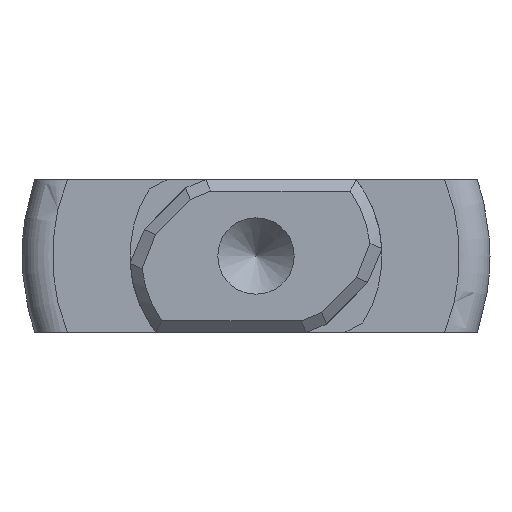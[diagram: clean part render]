
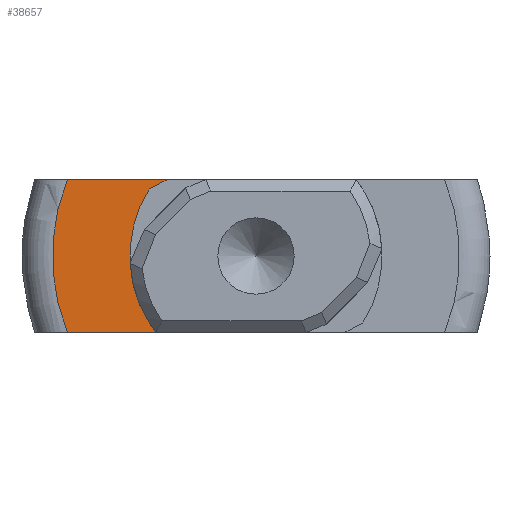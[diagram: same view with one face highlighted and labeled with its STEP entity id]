
A CAD part, left-side view. The second image highlights one B-rep face of the part: STEP entity #38657.
In plain terms, the highlighted planar face has unit normal (-1, 0, 0).
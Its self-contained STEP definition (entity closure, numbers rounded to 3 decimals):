
#722 = PLANE('',#723);
#723 = AXIS2_PLACEMENT_3D('',#724,#725,#726);
#724 = CARTESIAN_POINT('',(-6.25,-6.25,2.));
#725 = DIRECTION('',(0.,0.,1.));
#726 = DIRECTION('',(0.,1.,0.));
#17392 = VERTEX_POINT('',#17393);
#17393 = CARTESIAN_POINT('',(0.,4.94,2.));
#17427 = TOROIDAL_SURFACE('',#17428,5.329,0.8);
#17428 = AXIS2_PLACEMENT_3D('',#17429,#17430,#17431);
#17429 = CARTESIAN_POINT('',(0.8,0.,0.));
#17430 = DIRECTION('',(1.,0.,0.));
#17431 = DIRECTION('',(0.,0.,-1.));
#17461 = EDGE_CURVE('',#17392,#17462,#17464,.T.);
#17462 = VERTEX_POINT('',#17463);
#17463 = CARTESIAN_POINT('',(0.,2.327,2.));
#17464 = SURFACE_CURVE('',#17465,(#17469,#17476),.PCURVE_S1.);
#17465 = LINE('',#17466,#17467);
#17466 = CARTESIAN_POINT('',(0.,5.79,2.));
#17467 = VECTOR('',#17468,1.);
#17468 = DIRECTION('',(0.,-1.,0.));
#17469 = PCURVE('',#722,#17470);
#17470 = DEFINITIONAL_REPRESENTATION('',(#17471),#17475);
#17471 = LINE('',#17472,#17473);
#17472 = CARTESIAN_POINT('',(12.04,-6.25));
#17473 = VECTOR('',#17474,1.);
#17474 = DIRECTION('',(-1.,-0.));
#17475 = ( GEOMETRIC_REPRESENTATION_CONTEXT(2) 
PARAMETRIC_REPRESENTATION_CONTEXT() REPRESENTATION_CONTEXT('2D SPACE',''
  ) );
#17476 = PCURVE('',#17477,#17482);
#17477 = PLANE('',#17478);
#17478 = AXIS2_PLACEMENT_3D('',#17479,#17480,#17481);
#17479 = CARTESIAN_POINT('',(0.,5.329,
    0.));
#17480 = DIRECTION('',(-1.,0.,0.));
#17481 = DIRECTION('',(0.,0.,1.));
#17482 = DEFINITIONAL_REPRESENTATION('',(#17483),#17487);
#17483 = LINE('',#17484,#17485);
#17484 = CARTESIAN_POINT('',(2.,0.46));
#17485 = VECTOR('',#17486,1.);
#17486 = DIRECTION('',(0.,-1.));
#17487 = ( GEOMETRIC_REPRESENTATION_CONTEXT(2) 
PARAMETRIC_REPRESENTATION_CONTEXT() REPRESENTATION_CONTEXT('2D SPACE',''
  ) );
#17505 = PLANE('',#17506);
#17506 = AXIS2_PLACEMENT_3D('',#17507,#17508,#17509);
#17507 = CARTESIAN_POINT('',(-27.375,2.561,1.878));
#17508 = DIRECTION('',(0.,0.464,0.886
    ));
#17509 = DIRECTION('',(1.,0.,0.));
#34863 = PLANE('',#34864);
#34864 = AXIS2_PLACEMENT_3D('',#34865,#34866,#34867);
#34865 = CARTESIAN_POINT('',(-6.25,6.25,-2.));
#34866 = DIRECTION('',(0.,0.,-1.));
#34867 = DIRECTION('',(0.,-1.,0.));
#36944 = PLANE('',#36945);
#36945 = AXIS2_PLACEMENT_3D('',#36946,#36947,#36948);
#36946 = CARTESIAN_POINT('',(-27.375,2.561,-1.878));
#36947 = DIRECTION('',(0.,0.464,
    -0.886));
#36948 = DIRECTION('',(-1.,0.,0.));
#36964 = VERTEX_POINT('',#36965);
#36965 = CARTESIAN_POINT('',(0.,2.795,
    -1.755));
#36979 = CYLINDRICAL_SURFACE('',#36980,3.3);
#36980 = AXIS2_PLACEMENT_3D('',#36981,#36982,#36983);
#36981 = CARTESIAN_POINT('',(-27.375,0.,
    0.));
#36982 = DIRECTION('',(1.,0.,0.));
#36983 = DIRECTION('',(0.,1.,0.));
#36991 = EDGE_CURVE('',#36992,#36964,#36994,.T.);
#36992 = VERTEX_POINT('',#36993);
#36993 = CARTESIAN_POINT('',(0.,2.327,-2.));
#36994 = SURFACE_CURVE('',#36995,(#36999,#37006),.PCURVE_S1.);
#36995 = LINE('',#36996,#36997);
#36996 = CARTESIAN_POINT('',(0.,4.033,-1.107));
#36997 = VECTOR('',#36998,1.);
#36998 = DIRECTION('',(0.,0.886,0.464
    ));
#36999 = PCURVE('',#36944,#37000);
#37000 = DEFINITIONAL_REPRESENTATION('',(#37001),#37005);
#37001 = LINE('',#37002,#37003);
#37002 = CARTESIAN_POINT('',(-27.375,1.662));
#37003 = VECTOR('',#37004,1.);
#37004 = DIRECTION('',(0.,1.));
#37005 = ( GEOMETRIC_REPRESENTATION_CONTEXT(2) 
PARAMETRIC_REPRESENTATION_CONTEXT() REPRESENTATION_CONTEXT('2D SPACE',''
  ) );
#37006 = PCURVE('',#17477,#37007);
#37007 = DEFINITIONAL_REPRESENTATION('',(#37008),#37012);
#37008 = LINE('',#37009,#37010);
#37009 = CARTESIAN_POINT('',(-1.107,-1.296));
#37010 = VECTOR('',#37011,1.);
#37011 = DIRECTION('',(0.464,0.886));
#37012 = ( GEOMETRIC_REPRESENTATION_CONTEXT(2) 
PARAMETRIC_REPRESENTATION_CONTEXT() REPRESENTATION_CONTEXT('2D SPACE',''
  ) );
#37500 = EDGE_CURVE('',#36992,#37501,#37503,.T.);
#37501 = VERTEX_POINT('',#37502);
#37502 = CARTESIAN_POINT('',(0.,4.94,-2.));
#37503 = SURFACE_CURVE('',#37504,(#37508,#37515),.PCURVE_S1.);
#37504 = LINE('',#37505,#37506);
#37505 = CARTESIAN_POINT('',(0.,-0.46,-2.));
#37506 = VECTOR('',#37507,1.);
#37507 = DIRECTION('',(0.,1.,0.));
#37508 = PCURVE('',#34863,#37509);
#37509 = DEFINITIONAL_REPRESENTATION('',(#37510),#37514);
#37510 = LINE('',#37511,#37512);
#37511 = CARTESIAN_POINT('',(6.71,-6.25));
#37512 = VECTOR('',#37513,1.);
#37513 = DIRECTION('',(-1.,-0.));
#37514 = ( GEOMETRIC_REPRESENTATION_CONTEXT(2) 
PARAMETRIC_REPRESENTATION_CONTEXT() REPRESENTATION_CONTEXT('2D SPACE',''
  ) );
#37515 = PCURVE('',#17477,#37516);
#37516 = DEFINITIONAL_REPRESENTATION('',(#37517),#37521);
#37517 = LINE('',#37518,#37519);
#37518 = CARTESIAN_POINT('',(-2.,-5.79));
#37519 = VECTOR('',#37520,1.);
#37520 = DIRECTION('',(0.,1.));
#37521 = ( GEOMETRIC_REPRESENTATION_CONTEXT(2) 
PARAMETRIC_REPRESENTATION_CONTEXT() REPRESENTATION_CONTEXT('2D SPACE',''
  ) );
#38144 = EDGE_CURVE('',#38145,#17462,#38147,.T.);
#38145 = VERTEX_POINT('',#38146);
#38146 = CARTESIAN_POINT('',(0.,2.795,
    1.755));
#38147 = SURFACE_CURVE('',#38148,(#38152,#38159),.PCURVE_S1.);
#38148 = LINE('',#38149,#38150);
#38149 = CARTESIAN_POINT('',(0.,4.033,1.107));
#38150 = VECTOR('',#38151,1.);
#38151 = DIRECTION('',(0.,-0.886,
    0.464));
#38152 = PCURVE('',#17505,#38153);
#38153 = DEFINITIONAL_REPRESENTATION('',(#38154),#38158);
#38154 = LINE('',#38155,#38156);
#38155 = CARTESIAN_POINT('',(27.375,1.662));
#38156 = VECTOR('',#38157,1.);
#38157 = DIRECTION('',(0.,-1.));
#38158 = ( GEOMETRIC_REPRESENTATION_CONTEXT(2) 
PARAMETRIC_REPRESENTATION_CONTEXT() REPRESENTATION_CONTEXT('2D SPACE',''
  ) );
#38159 = PCURVE('',#17477,#38160);
#38160 = DEFINITIONAL_REPRESENTATION('',(#38161),#38165);
#38161 = LINE('',#38162,#38163);
#38162 = CARTESIAN_POINT('',(1.107,-1.296));
#38163 = VECTOR('',#38164,1.);
#38164 = DIRECTION('',(0.464,-0.886));
#38165 = ( GEOMETRIC_REPRESENTATION_CONTEXT(2) 
PARAMETRIC_REPRESENTATION_CONTEXT() REPRESENTATION_CONTEXT('2D SPACE',''
  ) );
#38194 = EDGE_CURVE('',#36964,#38145,#38195,.T.);
#38195 = SURFACE_CURVE('',#38196,(#38201,#38208),.PCURVE_S1.);
#38196 = CIRCLE('',#38197,3.3);
#38197 = AXIS2_PLACEMENT_3D('',#38198,#38199,#38200);
#38198 = CARTESIAN_POINT('',(0.,0.,
    0.));
#38199 = DIRECTION('',(1.,0.,0.));
#38200 = DIRECTION('',(0.,0.,1.));
#38201 = PCURVE('',#36979,#38202);
#38202 = DEFINITIONAL_REPRESENTATION('',(#38203),#38207);
#38203 = LINE('',#38204,#38205);
#38204 = CARTESIAN_POINT('',(1.571,27.375));
#38205 = VECTOR('',#38206,1.);
#38206 = DIRECTION('',(1.,0.));
#38207 = ( GEOMETRIC_REPRESENTATION_CONTEXT(2) 
PARAMETRIC_REPRESENTATION_CONTEXT() REPRESENTATION_CONTEXT('2D SPACE',''
  ) );
#38208 = PCURVE('',#17477,#38209);
#38209 = DEFINITIONAL_REPRESENTATION('',(#38210),#38218);
#38210 = ( BOUNDED_CURVE() B_SPLINE_CURVE(2,(#38211,#38212,#38213,#38214
    ,#38215,#38216,#38217),.UNSPECIFIED.,.T.,.F.) 
B_SPLINE_CURVE_WITH_KNOTS((1,2,2,2,2,1),(-2.094,0.,
    2.094,4.189,6.283,8.378),
.UNSPECIFIED.) CURVE() GEOMETRIC_REPRESENTATION_ITEM() 
RATIONAL_B_SPLINE_CURVE((1.,0.5,1.,0.5,1.,0.5,1.)) REPRESENTATION_ITEM(
  '') );
#38211 = CARTESIAN_POINT('',(3.3,-5.329));
#38212 = CARTESIAN_POINT('',(3.3,-11.045));
#38213 = CARTESIAN_POINT('',(-1.65,-8.187));
#38214 = CARTESIAN_POINT('',(-6.6,-5.329));
#38215 = CARTESIAN_POINT('',(-1.65,-2.471));
#38216 = CARTESIAN_POINT('',(3.3,0.387));
#38217 = CARTESIAN_POINT('',(3.3,-5.329));
#38218 = ( GEOMETRIC_REPRESENTATION_CONTEXT(2) 
PARAMETRIC_REPRESENTATION_CONTEXT() REPRESENTATION_CONTEXT('2D SPACE',''
  ) );
#38657 = ADVANCED_FACE('',(#38658),#17477,.T.);
#38658 = FACE_BOUND('',#38659,.T.);
#38659 = EDGE_LOOP('',(#38660,#38661,#38662,#38663,#38689,#38690));
#38660 = ORIENTED_EDGE('',*,*,#38194,.T.);
#38661 = ORIENTED_EDGE('',*,*,#38144,.T.);
#38662 = ORIENTED_EDGE('',*,*,#17461,.F.);
#38663 = ORIENTED_EDGE('',*,*,#38664,.F.);
#38664 = EDGE_CURVE('',#37501,#17392,#38665,.T.);
#38665 = SURFACE_CURVE('',#38666,(#38671,#38682),.PCURVE_S1.);
#38666 = CIRCLE('',#38667,5.329);
#38667 = AXIS2_PLACEMENT_3D('',#38668,#38669,#38670);
#38668 = CARTESIAN_POINT('',(0.,0.,0.)
  );
#38669 = DIRECTION('',(1.,0.,0.));
#38670 = DIRECTION('',(0.,0.,1.));
#38671 = PCURVE('',#17477,#38672);
#38672 = DEFINITIONAL_REPRESENTATION('',(#38673),#38681);
#38673 = ( BOUNDED_CURVE() B_SPLINE_CURVE(2,(#38674,#38675,#38676,#38677
    ,#38678,#38679,#38680),.UNSPECIFIED.,.T.,.F.) 
B_SPLINE_CURVE_WITH_KNOTS((1,2,2,2,2,1),(-2.094,0.,
    2.094,4.189,6.283,8.378),
.UNSPECIFIED.) CURVE() GEOMETRIC_REPRESENTATION_ITEM() 
RATIONAL_B_SPLINE_CURVE((1.,0.5,1.,0.5,1.,0.5,1.)) REPRESENTATION_ITEM(
  '') );
#38674 = CARTESIAN_POINT('',(5.329,-5.329));
#38675 = CARTESIAN_POINT('',(5.329,-14.56));
#38676 = CARTESIAN_POINT('',(-2.665,-9.945));
#38677 = CARTESIAN_POINT('',(-10.659,-5.329));
#38678 = CARTESIAN_POINT('',(-2.665,-0.714));
#38679 = CARTESIAN_POINT('',(5.329,3.901));
#38680 = CARTESIAN_POINT('',(5.329,-5.329));
#38681 = ( GEOMETRIC_REPRESENTATION_CONTEXT(2) 
PARAMETRIC_REPRESENTATION_CONTEXT() REPRESENTATION_CONTEXT('2D SPACE',''
  ) );
#38682 = PCURVE('',#17427,#38683);
#38683 = DEFINITIONAL_REPRESENTATION('',(#38684),#38688);
#38684 = LINE('',#38685,#38686);
#38685 = CARTESIAN_POINT('',(-3.142,4.712));
#38686 = VECTOR('',#38687,1.);
#38687 = DIRECTION('',(1.,0.));
#38688 = ( GEOMETRIC_REPRESENTATION_CONTEXT(2) 
PARAMETRIC_REPRESENTATION_CONTEXT() REPRESENTATION_CONTEXT('2D SPACE',''
  ) );
#38689 = ORIENTED_EDGE('',*,*,#37500,.F.);
#38690 = ORIENTED_EDGE('',*,*,#36991,.T.);
